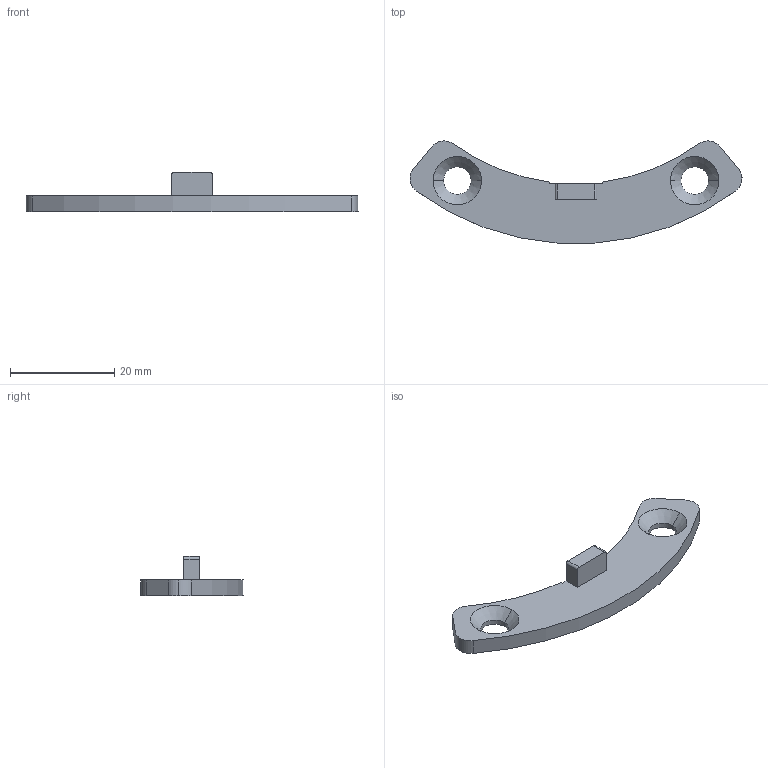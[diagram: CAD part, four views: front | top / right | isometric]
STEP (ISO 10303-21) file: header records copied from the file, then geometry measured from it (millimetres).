
FILE_DESCRIPTION (( 'STEP AP203' ), '1' );
FILE_NAME ('MS001-A.02.024JS.1.1MS001-A砦蛌啣.step', '2021-08-27T10:46:47', ( 'Windows User' ), ( 'P R C' ), 'SwSTEP 2.0', 'SolidWorks 2016', '' );
FILE_SCHEMA (( 'CONFIG_CONTROL_DESIGN' ));
Length unit declared in the file: millimetre
Products named in the file (1): MS001-A.02.024JS.1.1MS001-A砦蛌啣
Bounding box: 63.63 x 19.58 x 7.5 mm (x, y, z)
Volume: 2069.5 mm3; surface area: 1970.9 mm2
Topology: 1 solids, 1 shells, 29 faces, 77 edges, 50 vertices
Faces by surface type: cylinder 14, plane 11, cone 4
Entity records: 996 total; most frequent: DIRECTION 169, CARTESIAN_POINT 157, ORIENTED_EDGE 154, EDGE_CURVE 77, AXIS2_PLACEMENT_3D 62, VERTEX_POINT 50, VECTOR 45, LINE 45
